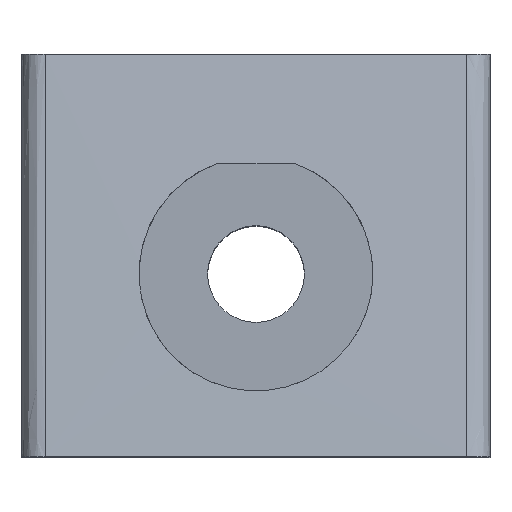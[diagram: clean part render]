
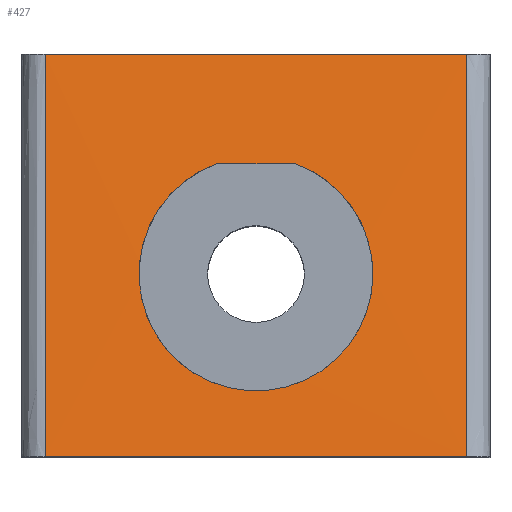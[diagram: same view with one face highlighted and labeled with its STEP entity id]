
A CAD part, top view. The second image highlights one B-rep face of the part: STEP entity #427.
In plain terms, the highlighted free-form (B-spline) face has degree [1, 3] with [2, 10] control points.
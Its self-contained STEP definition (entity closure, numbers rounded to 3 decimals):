
#20=B_SPLINE_SURFACE_WITH_KNOTS('',1,3,((#709,#710,#711,#712,#713,#714,
#715,#716,#717,#718),(#719,#720,#721,#722,#723,#724,#725,#726,#727,#728)),
 .SURF_OF_LINEAR_EXTRUSION.,.F.,.F.,.F.,(2,2),(4,2,2,2,4),(0.,1.),(0.,0.25,
0.5,0.75,1.),.UNSPECIFIED.);
#26=B_SPLINE_CURVE_WITH_KNOTS('',3,(#615,#616,#617,#618,#619,#620,#621,
#622,#623,#624,#625),.UNSPECIFIED.,.F.,.F.,(4,1,1,1,1,1,1,1,4),(0.,0.004,
0.007,0.011,0.014,0.018,
0.021,0.025,0.028),.UNSPECIFIED.);
#34=B_SPLINE_CURVE_WITH_KNOTS('',3,(#705,#706,#707,#708),.UNSPECIFIED.,
 .F.,.F.,(4,4),(0.106,0.124),.UNSPECIFIED.);
#35=B_SPLINE_CURVE_WITH_KNOTS('',3,(#731,#732,#733,#734),.UNSPECIFIED.,
 .F.,.F.,(4,4),(0.065,0.082),.UNSPECIFIED.);
#66=LINE('',#630,#99);
#71=LINE('',#673,#104);
#73=LINE('',#729,#106);
#99=VECTOR('',#532,1000.);
#104=VECTOR('',#543,1000.);
#106=VECTOR('',#545,1000.);
#191=ORIENTED_EDGE('',*,*,#267,.F.);
#192=ORIENTED_EDGE('',*,*,#265,.F.);
#193=ORIENTED_EDGE('',*,*,#281,.T.);
#194=ORIENTED_EDGE('',*,*,#282,.F.);
#195=ORIENTED_EDGE('',*,*,#283,.T.);
#196=ORIENTED_EDGE('',*,*,#276,.F.);
#265=EDGE_CURVE('',#316,#317,#26,.T.);
#267=EDGE_CURVE('',#317,#316,#66,.F.);
#276=EDGE_CURVE('',#324,#325,#71,.F.);
#281=EDGE_CURVE('',#324,#328,#34,.T.);
#282=EDGE_CURVE('',#329,#328,#73,.T.);
#283=EDGE_CURVE('',#329,#325,#35,.T.);
#316=VERTEX_POINT('',#626);
#317=VERTEX_POINT('',#627);
#324=VERTEX_POINT('',#672);
#325=VERTEX_POINT('',#674);
#328=VERTEX_POINT('',#704);
#329=VERTEX_POINT('',#730);
#364=EDGE_LOOP('',(#191,#192));
#365=EDGE_LOOP('',(#193,#194,#195,#196));
#397=FACE_BOUND('',#364,.T.);
#398=FACE_BOUND('',#365,.T.);
#427=ADVANCED_FACE('',(#397,#398),#20,.T.);
#532=DIRECTION('',(1.,0.,0.));
#543=DIRECTION('',(1.,0.,0.));
#545=DIRECTION('',(1.,0.,0.));
#615=CARTESIAN_POINT('',(38.33,-158.308,61.));
#616=CARTESIAN_POINT('',(37.21,-158.705,61.08));
#617=CARTESIAN_POINT('',(35.319,-160.294,61.4));
#618=CARTESIAN_POINT('',(34.657,-163.918,62.113));
#619=CARTESIAN_POINT('',(36.471,-167.144,62.732));
#620=CARTESIAN_POINT('',(39.997,-168.458,62.98));
#621=CARTESIAN_POINT('',(43.526,-167.147,62.732));
#622=CARTESIAN_POINT('',(45.342,-163.92,62.113));
#623=CARTESIAN_POINT('',(44.685,-160.299,61.401));
#624=CARTESIAN_POINT('',(42.79,-158.705,61.08));
#625=CARTESIAN_POINT('',(41.67,-158.308,61.));
#626=CARTESIAN_POINT('',(38.33,-158.308,61.));
#627=CARTESIAN_POINT('',(41.67,-158.308,61.));
#630=CARTESIAN_POINT('',(40.,-158.308,61.));
#672=CARTESIAN_POINT('',(49.,-170.836,63.426));
#673=CARTESIAN_POINT('',(40.,-170.836,63.426));
#674=CARTESIAN_POINT('',(31.,-170.836,63.426));
#704=CARTESIAN_POINT('',(49.,-153.628,60.044));
#705=CARTESIAN_POINT('',(49.,-170.836,63.426));
#706=CARTESIAN_POINT('',(49.,-165.087,62.356));
#707=CARTESIAN_POINT('',(49.,-159.351,61.23));
#708=CARTESIAN_POINT('',(49.,-153.628,60.044));
#709=CARTESIAN_POINT('',(30.,-399.052,81.5));
#710=CARTESIAN_POINT('',(30.,-363.606,81.8));
#711=CARTESIAN_POINT('',(30.,-328.019,80.861));
#712=CARTESIAN_POINT('',(30.,-257.838,76.084));
#713=CARTESIAN_POINT('',(30.,-223.244,72.245));
#714=CARTESIAN_POINT('',(30.,-156.316,61.241));
#715=CARTESIAN_POINT('',(30.,-123.983,54.075));
#716=CARTESIAN_POINT('',(30.,-62.842,35.973));
#717=CARTESIAN_POINT('',(30.,-34.035,25.038));
#718=CARTESIAN_POINT('',(30.,-7.628,11.982));
#719=CARTESIAN_POINT('',(50.,-399.052,81.5));
#720=CARTESIAN_POINT('',(50.,-363.606,81.8));
#721=CARTESIAN_POINT('',(50.,-328.019,80.861));
#722=CARTESIAN_POINT('',(50.,-257.838,76.084));
#723=CARTESIAN_POINT('',(50.,-223.244,72.245));
#724=CARTESIAN_POINT('',(50.,-156.316,61.241));
#725=CARTESIAN_POINT('',(50.,-123.983,54.075));
#726=CARTESIAN_POINT('',(50.,-62.842,35.973));
#727=CARTESIAN_POINT('',(50.,-34.035,25.038));
#728=CARTESIAN_POINT('',(50.,-7.628,11.982));
#729=CARTESIAN_POINT('',(-384.033,-153.628,60.044));
#730=CARTESIAN_POINT('',(31.,-153.628,60.044));
#731=CARTESIAN_POINT('',(31.,-153.628,60.044));
#732=CARTESIAN_POINT('',(31.,-159.353,61.231));
#733=CARTESIAN_POINT('',(31.,-165.09,62.357));
#734=CARTESIAN_POINT('',(31.,-170.836,63.426));
